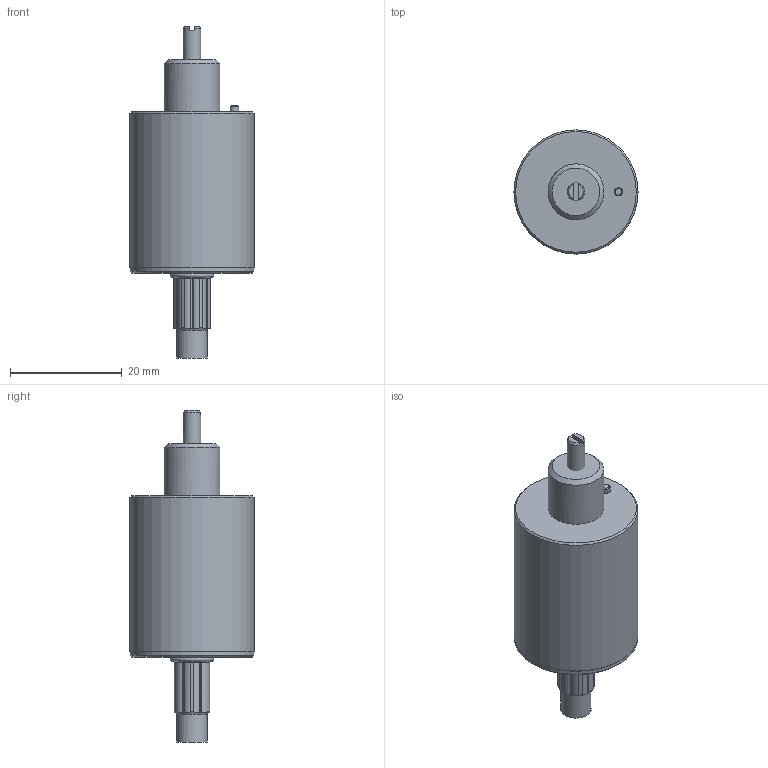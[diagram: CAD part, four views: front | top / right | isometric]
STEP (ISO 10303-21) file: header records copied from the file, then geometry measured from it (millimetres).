
FILE_DESCRIPTION(('Bauteilbeschreibung','HiCAD-Model','HiCAD-STEP-TRANSLATION','Bauteilbeschreibung'),'2;1');
FILE_NAME('VERT-X 2202_2232.STP','2009-04-28T13:48:41+00:00',('Konstrukteur'),('Konstrukteur Firma GmbH'),' HiCAD neXt 2008, Step 3.1.1401.2D ','HiCAD neXt 2008','confidential');
FILE_SCHEMA(('AUTOMOTIVE_DESIGN { 1 2 10303 214 0 1 1 1 }'));
Length unit declared in the file: millimetre
Products named in the file (5): VERT_X 2202_2232; VERT_X_2202_XXX_XXX_XXX; CABLE; SHAFT; HOUSING
Assembly tree (4 placements, depth 3):
  VERT_X 2202_2232
    VERT_X_2202_XXX_XXX_XXX
      CABLE
      SHAFT
      HOUSING
Bounding box: 22.2 x 22.2 x 59.4 mm (x, y, z)
Volume: 12549.7 mm3; surface area: 3810 mm2
Topology: 3 solids, 4 shells, 100 faces, 222 edges, 143 vertices
Faces by surface type: cylinder 48, plane 31, cone 11, torus 10
Full cylindrical faces by diameter (mm): 1.47 x2, 1.5 x2, 2.2 x2, 3.165 x3, 4.4 x1, 5.45 x1, 6 x1, 6.1 x1, 6.3 x1, 8 x1, 10 x1, 22.1 x1, 22.2 x1
Entity records: 3699 total; most frequent: CARTESIAN_POINT 630, DIRECTION 504, ORIENTED_EDGE 358, AXIS2_PLACEMENT_3D 233, EDGE_CURVE 179, COLOUR_RGB 170, PRESENTATION_STYLE_ASSIGNMENT 170, CURVE_STYLE 167
